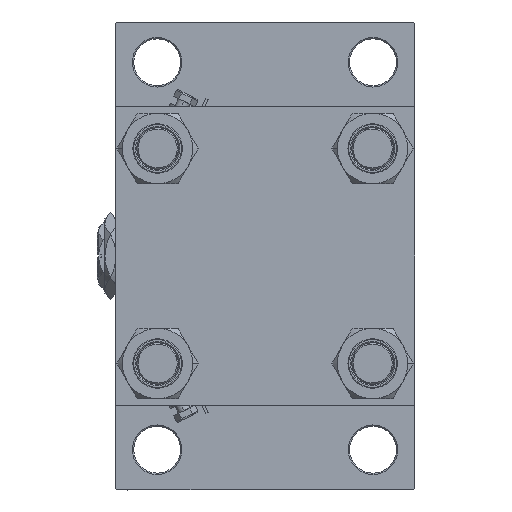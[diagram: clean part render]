
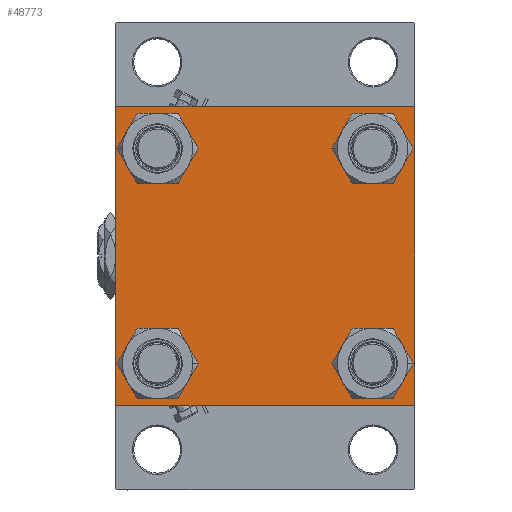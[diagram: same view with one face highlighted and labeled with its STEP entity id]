
A CAD part, left-side view. The second image highlights one B-rep face of the part: STEP entity #48773.
In plain terms, the highlighted planar face has unit normal (-1, 0, 0).
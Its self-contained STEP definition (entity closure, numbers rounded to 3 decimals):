
#217 = CARTESIAN_POINT ( 'NONE',  ( 0., -57., 57.5 ) ) ;
#1046 = VECTOR ( 'NONE', #52622, 1000. ) ;
#1239 = AXIS2_PLACEMENT_3D ( 'NONE', #38664, #30677, #35173 ) ;
#1630 = CARTESIAN_POINT ( 'NONE',  ( 0., -41.35, -49.85 ) ) ;
#1966 = CARTESIAN_POINT ( 'NONE',  ( 0., -41.35, 49.85 ) ) ;
#2252 = VERTEX_POINT ( 'NONE', #2449 ) ;
#2269 = VERTEX_POINT ( 'NONE', #42118 ) ;
#2449 = CARTESIAN_POINT ( 'NONE',  ( 0., -41.35, 32.85 ) ) ;
#3880 = CARTESIAN_POINT ( 'NONE',  ( 0., -41.35, 41.35 ) ) ;
#4660 = AXIS2_PLACEMENT_3D ( 'NONE', #45936, #33179, #41428 ) ;
#5365 = CARTESIAN_POINT ( 'NONE',  ( 0., 41.35, -49.85 ) ) ;
#6256 = EDGE_CURVE ( 'NONE', #40892, #15231, #39440, .T. ) ;
#6756 = EDGE_CURVE ( 'NONE', #32917, #45613, #15690, .T. ) ;
#6967 = AXIS2_PLACEMENT_3D ( 'NONE', #3880, #9462, #22239 ) ;
#7012 = CARTESIAN_POINT ( 'NONE',  ( 0., -57.25, -57.25 ) ) ;
#7261 = VERTEX_POINT ( 'NONE', #1630 ) ;
#7547 = LINE ( 'NONE', #7012, #8311 ) ;
#7866 = EDGE_CURVE ( 'NONE', #46732, #7261, #40362, .T. ) ;
#8311 = VECTOR ( 'NONE', #39474, 1000. ) ;
#8504 = FACE_BOUND ( 'NONE', #51877, .T. ) ;
#9462 = DIRECTION ( 'NONE',  ( 1., 0., 0. ) ) ;
#9705 = DIRECTION ( 'NONE',  ( 0., 0., -1. ) ) ;
#10242 = AXIS2_PLACEMENT_3D ( 'NONE', #13285, #45197, #25777 ) ;
#10511 = AXIS2_PLACEMENT_3D ( 'NONE', #41213, #16494, #32702 ) ;
#10526 = DIRECTION ( 'NONE',  ( 0., 0.707, 0.707 ) ) ;
#10667 = ORIENTED_EDGE ( 'NONE', *, *, #13871, .T. ) ;
#11345 = DIRECTION ( 'NONE',  ( 0., -1., 0. ) ) ;
#11954 = ORIENTED_EDGE ( 'NONE', *, *, #24647, .T. ) ;
#12470 = VERTEX_POINT ( 'NONE', #46553 ) ;
#12627 = CARTESIAN_POINT ( 'NONE',  ( 0., 57.5, 57. ) ) ;
#13152 = AXIS2_PLACEMENT_3D ( 'NONE', #34538, #19099, #18587 ) ;
#13285 = CARTESIAN_POINT ( 'NONE',  ( 0., -41.35, 41.35 ) ) ;
#13871 = EDGE_CURVE ( 'NONE', #37756, #25697, #7547, .T. ) ;
#14736 = CIRCLE ( 'NONE', #35959, 8.5 ) ;
#15231 = VERTEX_POINT ( 'NONE', #25308 ) ;
#15243 = DIRECTION ( 'NONE',  ( -1., 0., 0. ) ) ;
#15501 = CIRCLE ( 'NONE', #6967, 8.5 ) ;
#15607 = CIRCLE ( 'NONE', #10511, 8.5 ) ;
#15690 = CIRCLE ( 'NONE', #13152, 8.5 ) ;
#15763 = EDGE_LOOP ( 'NONE', ( #11954, #42555 ) ) ;
#16494 = DIRECTION ( 'NONE',  ( 1., 0., 0. ) ) ;
#17629 = CARTESIAN_POINT ( 'NONE',  ( 0., 57., 57.5 ) ) ;
#17802 = LINE ( 'NONE', #38781, #28899 ) ;
#18384 = VECTOR ( 'NONE', #10526, 1000. ) ;
#18587 = DIRECTION ( 'NONE',  ( 0., 0., 1. ) ) ;
#18776 = CARTESIAN_POINT ( 'NONE',  ( 0., -57.25, 57.25 ) ) ;
#19099 = DIRECTION ( 'NONE',  ( 1., 0., 0. ) ) ;
#20485 = CARTESIAN_POINT ( 'NONE',  ( 0., 57.5, -57. ) ) ;
#21721 = ORIENTED_EDGE ( 'NONE', *, *, #30190, .T. ) ;
#21912 = EDGE_CURVE ( 'NONE', #2269, #37756, #17802, .T. ) ;
#22239 = DIRECTION ( 'NONE',  ( 0., 0., 1. ) ) ;
#23041 = EDGE_LOOP ( 'NONE', ( #21721, #50065 ) ) ;
#23117 = EDGE_CURVE ( 'NONE', #2252, #52107, #34045, .T. ) ;
#23759 = DIRECTION ( 'NONE',  ( 0., 0., 1. ) ) ;
#24507 = ORIENTED_EDGE ( 'NONE', *, *, #29788, .T. ) ;
#24647 = EDGE_CURVE ( 'NONE', #45613, #32917, #36631, .T. ) ;
#25114 = EDGE_LOOP ( 'NONE', ( #52091, #24507, #39197, #10667, #45120, #26025, #37233, #26108 ) ) ;
#25308 = CARTESIAN_POINT ( 'NONE',  ( 0., 41.35, -32.85 ) ) ;
#25431 = AXIS2_PLACEMENT_3D ( 'NONE', #49195, #15243, #23759 ) ;
#25697 = VERTEX_POINT ( 'NONE', #36287 ) ;
#25744 = VECTOR ( 'NONE', #9705, 1000. ) ;
#25777 = DIRECTION ( 'NONE',  ( 0., 0., 1. ) ) ;
#26025 = ORIENTED_EDGE ( 'NONE', *, *, #39443, .T. ) ;
#26108 = ORIENTED_EDGE ( 'NONE', *, *, #41637, .T. ) ;
#26198 = EDGE_CURVE ( 'NONE', #15231, #40892, #14736, .T. ) ;
#27279 = AXIS2_PLACEMENT_3D ( 'NONE', #48814, #44828, #40051 ) ;
#27707 = VECTOR ( 'NONE', #33124, 1000. ) ;
#28140 = CARTESIAN_POINT ( 'NONE',  ( 0., 57.5, 57.5 ) ) ;
#28899 = VECTOR ( 'NONE', #50740, 1000. ) ;
#29145 = CARTESIAN_POINT ( 'NONE',  ( 0., 57.25, 57.25 ) ) ;
#29738 = VERTEX_POINT ( 'NONE', #217 ) ;
#29788 = EDGE_CURVE ( 'NONE', #38933, #2269, #36679, .T. ) ;
#30190 = EDGE_CURVE ( 'NONE', #52107, #2252, #15501, .T. ) ;
#30367 = ORIENTED_EDGE ( 'NONE', *, *, #7866, .T. ) ;
#30677 = DIRECTION ( 'NONE',  ( 1., 0., 0. ) ) ;
#30983 = EDGE_CURVE ( 'NONE', #12470, #25697, #34434, .T. ) ;
#31366 = ORIENTED_EDGE ( 'NONE', *, *, #26198, .T. ) ;
#32378 = EDGE_CURVE ( 'NONE', #7261, #46732, #15607, .T. ) ;
#32499 = ORIENTED_EDGE ( 'NONE', *, *, #32378, .T. ) ;
#32702 = DIRECTION ( 'NONE',  ( 0., 0., 1. ) ) ;
#32917 = VERTEX_POINT ( 'NONE', #48475 ) ;
#33124 = DIRECTION ( 'NONE',  ( 0., 0.707, -0.707 ) ) ;
#33179 = DIRECTION ( 'NONE',  ( 1., 0., 0. ) ) ;
#33800 = CARTESIAN_POINT ( 'NONE',  ( 0., 41.35, -41.35 ) ) ;
#34045 = CIRCLE ( 'NONE', #10242, 8.5 ) ;
#34434 = LINE ( 'NONE', #42681, #25744 ) ;
#34538 = CARTESIAN_POINT ( 'NONE',  ( 0., 41.35, 41.35 ) ) ;
#35173 = DIRECTION ( 'NONE',  ( 0., 0., 1. ) ) ;
#35513 = VECTOR ( 'NONE', #44354, 1000. ) ;
#35959 = AXIS2_PLACEMENT_3D ( 'NONE', #33800, #45512, #49505 ) ;
#36287 = CARTESIAN_POINT ( 'NONE',  ( 0., -57.5, -57. ) ) ;
#36631 = CIRCLE ( 'NONE', #27279, 8.5 ) ;
#36679 = LINE ( 'NONE', #49430, #1046 ) ;
#36707 = FACE_BOUND ( 'NONE', #23041, .T. ) ;
#36753 = CARTESIAN_POINT ( 'NONE',  ( 0., -57., -57.5 ) ) ;
#37124 = LINE ( 'NONE', #29145, #27707 ) ;
#37228 = FACE_OUTER_BOUND ( 'NONE', #25114, .T. ) ;
#37233 = ORIENTED_EDGE ( 'NONE', *, *, #50060, .F. ) ;
#37756 = VERTEX_POINT ( 'NONE', #36753 ) ;
#38469 = LINE ( 'NONE', #18776, #18384 ) ;
#38664 = CARTESIAN_POINT ( 'NONE',  ( 0., 41.35, -41.35 ) ) ;
#38781 = CARTESIAN_POINT ( 'NONE',  ( 0., 57.5, -57.5 ) ) ;
#38933 = VERTEX_POINT ( 'NONE', #20485 ) ;
#39197 = ORIENTED_EDGE ( 'NONE', *, *, #21912, .T. ) ;
#39440 = CIRCLE ( 'NONE', #1239, 8.5 ) ;
#39443 = EDGE_CURVE ( 'NONE', #12470, #29738, #38469, .T. ) ;
#39474 = DIRECTION ( 'NONE',  ( 0., -0.707, 0.707 ) ) ;
#39664 = ORIENTED_EDGE ( 'NONE', *, *, #6256, .T. ) ;
#39801 = LINE ( 'NONE', #47515, #50961 ) ;
#40051 = DIRECTION ( 'NONE',  ( 0., 0., 1. ) ) ;
#40362 = CIRCLE ( 'NONE', #4660, 8.5 ) ;
#40892 = VERTEX_POINT ( 'NONE', #5365 ) ;
#41213 = CARTESIAN_POINT ( 'NONE',  ( 0., -41.35, -41.35 ) ) ;
#41220 = FACE_BOUND ( 'NONE', #43782, .T. ) ;
#41428 = DIRECTION ( 'NONE',  ( 0., 0., 1. ) ) ;
#41637 = EDGE_CURVE ( 'NONE', #46778, #51285, #37124, .T. ) ;
#42118 = CARTESIAN_POINT ( 'NONE',  ( 0., 57., -57.5 ) ) ;
#42555 = ORIENTED_EDGE ( 'NONE', *, *, #6756, .T. ) ;
#42681 = CARTESIAN_POINT ( 'NONE',  ( 0., -57.5, 57.5 ) ) ;
#43782 = EDGE_LOOP ( 'NONE', ( #30367, #32499 ) ) ;
#43956 = PLANE ( 'NONE',  #25431 ) ;
#44354 = DIRECTION ( 'NONE',  ( 0., 0., -1. ) ) ;
#44828 = DIRECTION ( 'NONE',  ( 1., 0., 0. ) ) ;
#45120 = ORIENTED_EDGE ( 'NONE', *, *, #30983, .F. ) ;
#45143 = LINE ( 'NONE', #28140, #35513 ) ;
#45164 = EDGE_CURVE ( 'NONE', #51285, #38933, #45143, .T. ) ;
#45197 = DIRECTION ( 'NONE',  ( 1., 0., 0. ) ) ;
#45512 = DIRECTION ( 'NONE',  ( 1., 0., 0. ) ) ;
#45613 = VERTEX_POINT ( 'NONE', #47626 ) ;
#45936 = CARTESIAN_POINT ( 'NONE',  ( 0., -41.35, -41.35 ) ) ;
#46553 = CARTESIAN_POINT ( 'NONE',  ( 0., -57.5, 57. ) ) ;
#46732 = VERTEX_POINT ( 'NONE', #48748 ) ;
#46778 = VERTEX_POINT ( 'NONE', #17629 ) ;
#47515 = CARTESIAN_POINT ( 'NONE',  ( 0., 57.5, 57.5 ) ) ;
#47626 = CARTESIAN_POINT ( 'NONE',  ( 0., 41.35, 49.85 ) ) ;
#48475 = CARTESIAN_POINT ( 'NONE',  ( 0., 41.35, 32.85 ) ) ;
#48748 = CARTESIAN_POINT ( 'NONE',  ( 0., -41.35, -32.85 ) ) ;
#48773 = ADVANCED_FACE ( 'NONE', ( #36707, #41220, #8504, #51925, #37228 ), #43956, .T. ) ;
#48814 = CARTESIAN_POINT ( 'NONE',  ( 0., 41.35, 41.35 ) ) ;
#49195 = CARTESIAN_POINT ( 'NONE',  ( 0., 0., 0. ) ) ;
#49430 = CARTESIAN_POINT ( 'NONE',  ( 0., 57.25, -57.25 ) ) ;
#49505 = DIRECTION ( 'NONE',  ( 0., 0., 1. ) ) ;
#50060 = EDGE_CURVE ( 'NONE', #46778, #29738, #39801, .T. ) ;
#50065 = ORIENTED_EDGE ( 'NONE', *, *, #23117, .T. ) ;
#50740 = DIRECTION ( 'NONE',  ( 0., -1., 0. ) ) ;
#50961 = VECTOR ( 'NONE', #11345, 1000. ) ;
#51285 = VERTEX_POINT ( 'NONE', #12627 ) ;
#51877 = EDGE_LOOP ( 'NONE', ( #31366, #39664 ) ) ;
#51925 = FACE_BOUND ( 'NONE', #15763, .T. ) ;
#52091 = ORIENTED_EDGE ( 'NONE', *, *, #45164, .T. ) ;
#52107 = VERTEX_POINT ( 'NONE', #1966 ) ;
#52622 = DIRECTION ( 'NONE',  ( 0., -0.707, -0.707 ) ) ;
